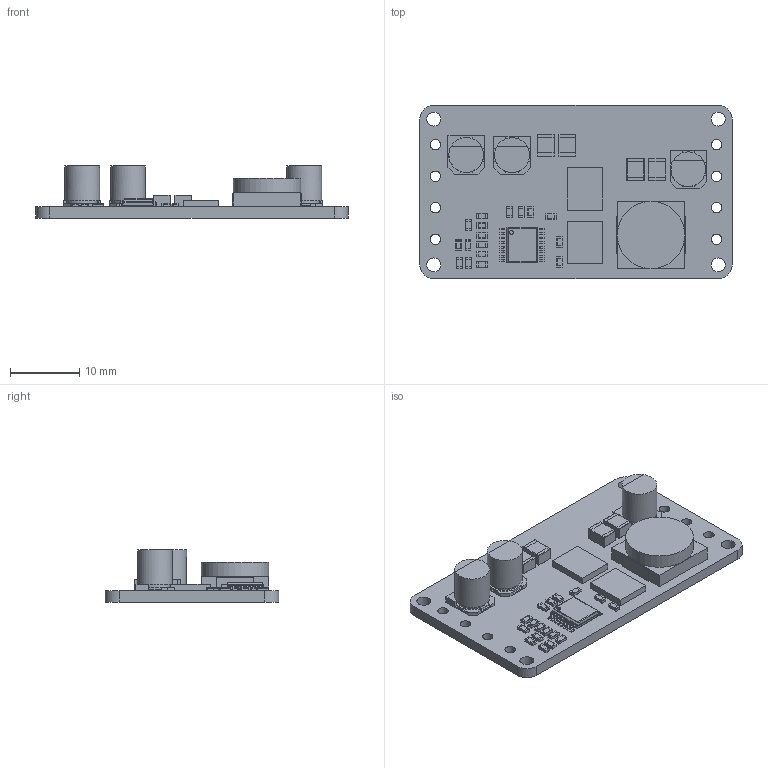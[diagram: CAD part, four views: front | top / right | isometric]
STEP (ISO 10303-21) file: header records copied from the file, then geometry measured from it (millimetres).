
FILE_DESCRIPTION(('Open CASCADE Model'),'2;1');
FILE_NAME('Open CASCADE Shape Model','2019-06-22T12:34:43',('Author'),( 'Open CASCADE'),'Open CASCADE STEP processor 6.8','Open CASCADE 6.8' ,'Unknown');
FILE_SCHEMA(('AUTOMOTIVE_DESIGN { 1 0 10303 214 1 1 1 1 }'));
Length unit declared in the file: millimetre
Products named in the file (95): PCB; Board; U1; 718749176; Open_CASCADE_STEP_translator_6.8_2.1; Body; Open_CASCADE_STEP_translator_6.8_2.2.1; Leader; R7; 749555776; Mid_Body; Terminal; Mark; R8; 749556032; R6; R2; 749556160; R5; R4; R1; R3; Q2; 718749312; Extruded; Q1; L1; 749556288; body; cylinder; pin; Open_CASCADE_STEP_translator_6.8_3.3.1; C16; 718558512; base; Open_CASCADE_STEP_translator_6.8_4.1.1; Open_CASCADE_STEP_translator_6.8_4.2.1; mark; Open_CASCADE_STEP_translator_6.8_4.3.1; lead ...
Assembly tree (130 placements, depth 5):
  PCB
    Board
    U1
      718749176
        Open_CASCADE_STEP_translator_6.8_2.1
        Body
          Open_CASCADE_STEP_translator_6.8_2.2.1
        Leader  x16
    R7
      749555776
        Mid_Body
        Terminal  x2
          Open_CASCADE_STEP_translator_6.8_2.2.1
        Mark
    R8
      749556032
        Mid_Body
        Terminal  x2
          Open_CASCADE_STEP_translator_6.8_2.2.1
        Mark
    R6
      749556032
        Mid_Body
        Terminal  x2
          Open_CASCADE_STEP_translator_6.8_2.2.1
        Mark
    R2
      749556160
        Mid_Body
        Terminal  x2
          Open_CASCADE_STEP_translator_6.8_2.2.1
        Mark
    R5
      749556032
        Mid_Body
        Terminal  x2
          Open_CASCADE_STEP_translator_6.8_2.2.1
        Mark
    R4
      749556032
        Mid_Body
        Terminal  x2
          Open_CASCADE_STEP_translator_6.8_2.2.1
        Mark
    R1
      749556160
        Mid_Body
        Terminal  x2
          Open_CASCADE_STEP_translator_6.8_2.2.1
        Mark
    R3
      749556032
        Mid_Body
        Terminal  x2
          Open_CASCADE_STEP_translator_6.8_2.2.1
        Mark
    Q2
      718749312
        Extruded
    Q1
Bounding box: 45 x 25 x 7.5 mm (x, y, z)
Volume: 2595.6 mm3; surface area: 4342 mm2
Topology: 107 solids, 111 shells, 1566 faces, 3420 edges, 1965 vertices
Faces by surface type: plane 1020, cylinder 424, sphere 114, bspline 8
Full cylindrical faces by diameter (mm): 0.562 x1, 1.5 x8, 2 x4, 4.375 x3, 5 x3, 9.7 x1
Entity records: 30165 total; most frequent: CARTESIAN_POINT 5955, DIRECTION 4433, LINE 2387, VECTOR 2387, ORIENTED_EDGE 2124, PCURVE 2124, DEFINITIONAL_REPRESENTATION 2124, EDGE_CURVE 1064
